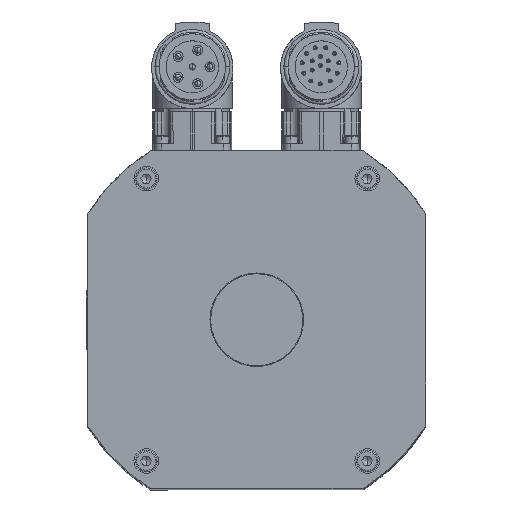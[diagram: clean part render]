
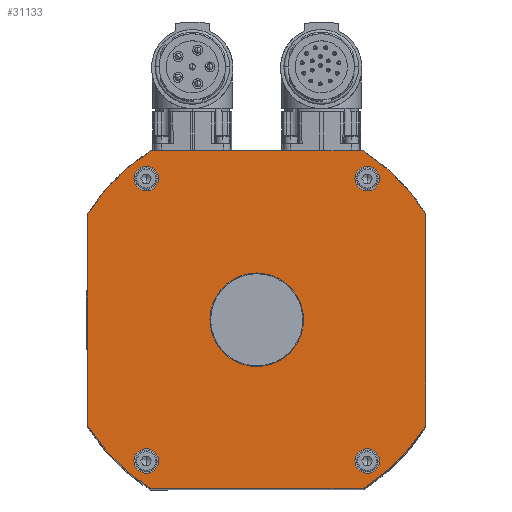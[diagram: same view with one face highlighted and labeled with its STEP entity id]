
A CAD part, top view. The second image highlights one B-rep face of the part: STEP entity #31133.
In plain terms, the highlighted face is planar.
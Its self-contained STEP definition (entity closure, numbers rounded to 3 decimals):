
#6057=CARTESIAN_POINT('',(-15.25,0.,248.5));
#6058=VERTEX_POINT('',#6057);
#6074=CARTESIAN_POINT('',(15.25,0.,248.5));
#6075=VERTEX_POINT('',#6074);
#6082=CARTESIAN_POINT('',(0.,0.,248.5));
#6083=DIRECTION('',(0.0,0.0,-1.0));
#6084=DIRECTION('',(-1.0,0.0,0.0));
#6085=AXIS2_PLACEMENT_3D('',#6082,#6083,#6084);
#6086=CIRCLE('',#6085,15.25);
#6087=EDGE_CURVE('',#6058,#6075,#6086,.T.);
#6120=CARTESIAN_POINT('',(40.,-46.,248.5));
#6121=VERTEX_POINT('',#6120);
#6137=CARTESIAN_POINT('',(32.,-46.,248.5));
#6138=VERTEX_POINT('',#6137);
#6145=CARTESIAN_POINT('',(36.,-46.,248.5));
#6146=DIRECTION('',(0.0,0.0,-1.0));
#6147=DIRECTION('',(1.0,0.0,0.0));
#6148=AXIS2_PLACEMENT_3D('',#6145,#6146,#6147);
#6149=CIRCLE('',#6148,4.0);
#6150=EDGE_CURVE('',#6121,#6138,#6149,.T.);
#6183=CARTESIAN_POINT('',(40.,46.,248.5));
#6184=VERTEX_POINT('',#6183);
#6200=CARTESIAN_POINT('',(32.,46.,248.5));
#6201=VERTEX_POINT('',#6200);
#6208=CARTESIAN_POINT('',(36.,46.,248.5));
#6209=DIRECTION('',(0.0,0.0,-1.0));
#6210=DIRECTION('',(1.0,0.0,0.0));
#6211=AXIS2_PLACEMENT_3D('',#6208,#6209,#6210);
#6212=CIRCLE('',#6211,4.0);
#6213=EDGE_CURVE('',#6184,#6201,#6212,.T.);
#6246=CARTESIAN_POINT('',(-32.,46.,248.5));
#6247=VERTEX_POINT('',#6246);
#6263=CARTESIAN_POINT('',(-40.,46.,248.5));
#6264=VERTEX_POINT('',#6263);
#6271=CARTESIAN_POINT('',(-36.,46.,248.5));
#6272=DIRECTION('',(0.0,0.0,-1.0));
#6273=DIRECTION('',(1.0,0.0,0.0));
#6274=AXIS2_PLACEMENT_3D('',#6271,#6272,#6273);
#6275=CIRCLE('',#6274,4.0);
#6276=EDGE_CURVE('',#6247,#6264,#6275,.T.);
#6309=CARTESIAN_POINT('',(-32.,-46.,248.5));
#6310=VERTEX_POINT('',#6309);
#6326=CARTESIAN_POINT('',(-40.,-46.,248.5));
#6327=VERTEX_POINT('',#6326);
#6334=CARTESIAN_POINT('',(-36.,-46.,248.5));
#6335=DIRECTION('',(0.0,0.0,-1.0));
#6336=DIRECTION('',(1.0,0.0,0.0));
#6337=AXIS2_PLACEMENT_3D('',#6334,#6335,#6336);
#6338=CIRCLE('',#6337,4.0);
#6339=EDGE_CURVE('',#6310,#6327,#6338,.T.);
#30399=CARTESIAN_POINT('',(-36.,-46.,248.5));
#30400=DIRECTION('',(0.0,0.0,-1.0));
#30401=DIRECTION('',(1.0,0.0,0.0));
#30402=AXIS2_PLACEMENT_3D('',#30399,#30400,#30401);
#30403=CIRCLE('',#30402,4.0);
#30404=EDGE_CURVE('',#6327,#6310,#30403,.T.);
#30464=CARTESIAN_POINT('',(-36.,46.,248.5));
#30465=DIRECTION('',(0.0,0.0,-1.0));
#30466=DIRECTION('',(1.0,0.0,0.0));
#30467=AXIS2_PLACEMENT_3D('',#30464,#30465,#30466);
#30468=CIRCLE('',#30467,4.0);
#30469=EDGE_CURVE('',#6264,#6247,#30468,.T.);
#30523=CARTESIAN_POINT('',(36.,46.,248.5));
#30524=DIRECTION('',(0.0,0.0,-1.0));
#30525=DIRECTION('',(1.0,0.0,0.0));
#30526=AXIS2_PLACEMENT_3D('',#30523,#30524,#30525);
#30527=CIRCLE('',#30526,4.0);
#30528=EDGE_CURVE('',#6201,#6184,#30527,.T.);
#30582=CARTESIAN_POINT('',(36.,-46.,248.5));
#30583=DIRECTION('',(0.0,0.0,-1.0));
#30584=DIRECTION('',(1.0,0.0,0.0));
#30585=AXIS2_PLACEMENT_3D('',#30582,#30583,#30584);
#30586=CIRCLE('',#30585,4.0);
#30587=EDGE_CURVE('',#6138,#6121,#30586,.T.);
#30600=CARTESIAN_POINT('',(0.,0.,248.5));
#30601=DIRECTION('',(0.0,0.0,-1.0));
#30602=DIRECTION('',(-1.0,0.0,0.0));
#30603=AXIS2_PLACEMENT_3D('',#30600,#30601,#30602);
#30604=CIRCLE('',#30603,15.25);
#30605=EDGE_CURVE('',#6075,#6058,#30604,.T.);
#30675=CARTESIAN_POINT('',(-55.,-34.641,248.5));
#30676=VERTEX_POINT('',#30675);
#30683=CARTESIAN_POINT('',(-55.,34.641,248.5));
#30684=VERTEX_POINT('',#30683);
#30685=CARTESIAN_POINT('',(-55.,34.641,248.5));
#30686=DIRECTION('',(0.0,-1.0,0.0));
#30687=VECTOR('',#30686,69.282);
#30688=LINE('',#30685,#30687);
#30689=EDGE_CURVE('',#30684,#30676,#30688,.T.);
#30738=CARTESIAN_POINT('',(-34.641,-55.,248.5));
#30739=VERTEX_POINT('',#30738);
#30746=CARTESIAN_POINT('',(0.,0.,248.5));
#30747=DIRECTION('',(0.,0.,1.0));
#30748=DIRECTION('',(0.533,0.846,0.));
#30749=AXIS2_PLACEMENT_3D('',#30746,#30747,#30748);
#30750=CIRCLE('',#30749,65.);
#30751=EDGE_CURVE('',#30676,#30739,#30750,.T.);
#30770=CARTESIAN_POINT('',(34.641,-55.,248.5));
#30771=VERTEX_POINT('',#30770);
#30778=CARTESIAN_POINT('',(-34.641,-55.,248.5));
#30779=DIRECTION('',(1.0,0.0,0.0));
#30780=VECTOR('',#30779,69.282);
#30781=LINE('',#30778,#30780);
#30782=EDGE_CURVE('',#30739,#30771,#30781,.T.);
#30834=CARTESIAN_POINT('',(55.,-34.641,248.5));
#30835=VERTEX_POINT('',#30834);
#30842=CARTESIAN_POINT('',(0.,0.,248.5));
#30843=DIRECTION('',(0.,0.,1.0));
#30844=DIRECTION('',(-0.846,0.533,0.));
#30845=AXIS2_PLACEMENT_3D('',#30842,#30843,#30844);
#30846=CIRCLE('',#30845,65.0);
#30847=EDGE_CURVE('',#30771,#30835,#30846,.T.);
#30894=CARTESIAN_POINT('',(55.,34.641,248.5));
#30895=VERTEX_POINT('',#30894);
#30902=CARTESIAN_POINT('',(55.,-34.641,248.5));
#30903=DIRECTION('',(0.0,1.0,0.0));
#30904=VECTOR('',#30903,69.282);
#30905=LINE('',#30902,#30904);
#30906=EDGE_CURVE('',#30835,#30895,#30905,.T.);
#30950=CARTESIAN_POINT('',(34.641,55.,248.5));
#30951=VERTEX_POINT('',#30950);
#30958=CARTESIAN_POINT('',(0.,0.,248.5));
#30959=DIRECTION('',(0.,0.,1.0));
#30960=DIRECTION('',(-0.533,-0.846,0.));
#30961=AXIS2_PLACEMENT_3D('',#30958,#30959,#30960);
#30962=CIRCLE('',#30961,65.);
#30963=EDGE_CURVE('',#30895,#30951,#30962,.T.);
#30982=CARTESIAN_POINT('',(-34.641,55.,248.5));
#30983=VERTEX_POINT('',#30982);
#30990=CARTESIAN_POINT('',(34.641,55.,248.5));
#30991=DIRECTION('',(-1.0,0.0,0.0));
#30992=VECTOR('',#30991,69.282);
#30993=LINE('',#30990,#30992);
#30994=EDGE_CURVE('',#30951,#30983,#30993,.T.);
#31037=CARTESIAN_POINT('',(0.,0.,248.5));
#31038=DIRECTION('',(0.,0.,1.));
#31039=DIRECTION('',(0.846,-0.533,0.));
#31040=AXIS2_PLACEMENT_3D('',#31037,#31038,#31039);
#31041=CIRCLE('',#31040,65.);
#31042=EDGE_CURVE('',#30983,#30684,#31041,.T.);
#31098=CARTESIAN_POINT('',(0.,0.,248.5));
#31099=DIRECTION('',(0.0,0.0,-1.0));
#31100=DIRECTION('',(-1.0,0.0,0.0));
#31101=AXIS2_PLACEMENT_3D('',#31098,#31099,#31100);
#31102=PLANE('',#31101);
#31103=ORIENTED_EDGE('',*,*,#31042,.T.);
#31104=ORIENTED_EDGE('',*,*,#30689,.T.);
#31105=ORIENTED_EDGE('',*,*,#30751,.T.);
#31106=ORIENTED_EDGE('',*,*,#30782,.T.);
#31107=ORIENTED_EDGE('',*,*,#30847,.T.);
#31108=ORIENTED_EDGE('',*,*,#30906,.T.);
#31109=ORIENTED_EDGE('',*,*,#30963,.T.);
#31110=ORIENTED_EDGE('',*,*,#30994,.T.);
#31111=EDGE_LOOP('',(#31103,#31104,#31105,#31106,#31107,#31108,#31109,#31110));
#31112=FACE_OUTER_BOUND('',#31111,.T.);
#31113=ORIENTED_EDGE('',*,*,#6339,.T.);
#31114=ORIENTED_EDGE('',*,*,#30404,.T.);
#31115=EDGE_LOOP('',(#31113,#31114));
#31116=FACE_BOUND('',#31115,.T.);
#31117=ORIENTED_EDGE('',*,*,#6276,.T.);
#31118=ORIENTED_EDGE('',*,*,#30469,.T.);
#31119=EDGE_LOOP('',(#31117,#31118));
#31120=FACE_BOUND('',#31119,.T.);
#31121=ORIENTED_EDGE('',*,*,#6213,.T.);
#31122=ORIENTED_EDGE('',*,*,#30528,.T.);
#31123=EDGE_LOOP('',(#31121,#31122));
#31124=FACE_BOUND('',#31123,.T.);
#31125=ORIENTED_EDGE('',*,*,#6150,.T.);
#31126=ORIENTED_EDGE('',*,*,#30587,.T.);
#31127=EDGE_LOOP('',(#31125,#31126));
#31128=FACE_BOUND('',#31127,.T.);
#31129=ORIENTED_EDGE('',*,*,#30605,.T.);
#31130=ORIENTED_EDGE('',*,*,#6087,.T.);
#31131=EDGE_LOOP('',(#31129,#31130));
#31132=FACE_BOUND('',#31131,.T.);
#31133=ADVANCED_FACE('',(#31112,#31116,#31120,#31124,#31128,#31132),#31102,.F.);
